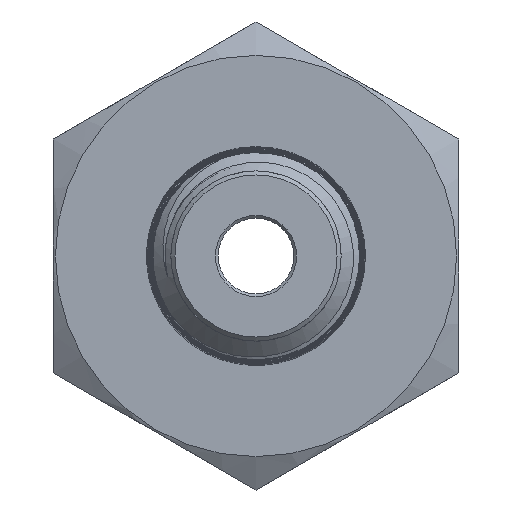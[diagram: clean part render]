
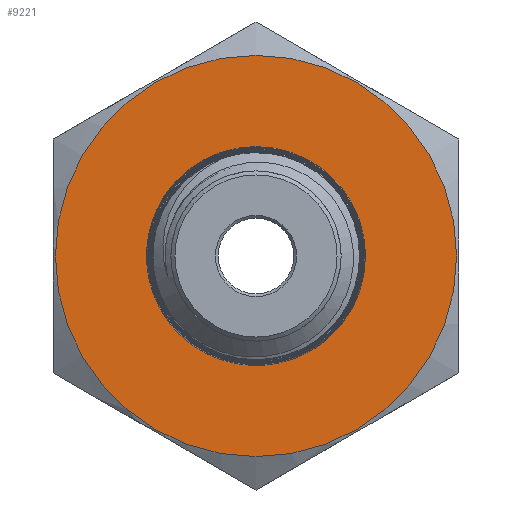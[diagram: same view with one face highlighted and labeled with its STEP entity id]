
A CAD part, left-side view. The second image highlights one B-rep face of the part: STEP entity #9221.
In plain terms, the highlighted planar face has unit normal (-1, 0, 0).
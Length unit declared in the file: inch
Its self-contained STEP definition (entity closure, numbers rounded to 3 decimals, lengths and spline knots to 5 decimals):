
#698 = ORIENTED_EDGE ( 'NONE', *, *, #1241, .F. ) ;
#805 = VERTEX_POINT ( 'NONE', #8733 ) ;
#1241 = EDGE_CURVE ( 'NONE', #805, #805, #9273, .T. ) ;
#1385 = DIRECTION ( 'NONE',  ( 0., 0., 1. ) ) ;
#1464 = CARTESIAN_POINT ( 'NONE',  ( -1.1195, 0., 0. ) ) ;
#2471 = DIRECTION ( 'NONE',  ( -1., 0., 0. ) ) ;
#2810 = DIRECTION ( 'NONE',  ( 0., 0., 1. ) ) ;
#2849 = ORIENTED_EDGE ( 'NONE', *, *, #10507, .T. ) ;
#3934 = EDGE_LOOP ( 'NONE', ( #2849 ) ) ;
#4315 = AXIS2_PLACEMENT_3D ( 'NONE', #11740, #7914, #2810 ) ;
#4866 = DIRECTION ( 'NONE',  ( 0., 0., 1. ) ) ;
#4903 = PLANE ( 'NONE',  #6855 ) ;
#4907 = VERTEX_POINT ( 'NONE', #8779 ) ;
#6855 = AXIS2_PLACEMENT_3D ( 'NONE', #12908, #7002, #4866 ) ;
#7002 = DIRECTION ( 'NONE',  ( -1., 0., 0. ) ) ;
#7914 = DIRECTION ( 'NONE',  ( -1., 0., 0. ) ) ;
#8733 = CARTESIAN_POINT ( 'NONE',  ( -1.1195, 0., 0.27 ) ) ;
#8779 = CARTESIAN_POINT ( 'NONE',  ( -1.1195, 0., 0.495 ) ) ;
#9124 = AXIS2_PLACEMENT_3D ( 'NONE', #1464, #2471, #1385 ) ;
#9221 = ADVANCED_FACE ( 'NONE', ( #12913, #10114 ), #4903, .T. ) ;
#9273 = CIRCLE ( 'NONE', #4315, 0.27 ) ;
#10114 = FACE_OUTER_BOUND ( 'NONE', #3934, .T. ) ;
#10507 = EDGE_CURVE ( 'NONE', #4907, #4907, #11818, .T. ) ;
#10990 = EDGE_LOOP ( 'NONE', ( #698 ) ) ;
#11740 = CARTESIAN_POINT ( 'NONE',  ( -1.1195, 0., 0. ) ) ;
#11818 = CIRCLE ( 'NONE', #9124, 0.495 ) ;
#12908 = CARTESIAN_POINT ( 'NONE',  ( -1.1195, 0., -0.27 ) ) ;
#12913 = FACE_BOUND ( 'NONE', #10990, .T. ) ;
